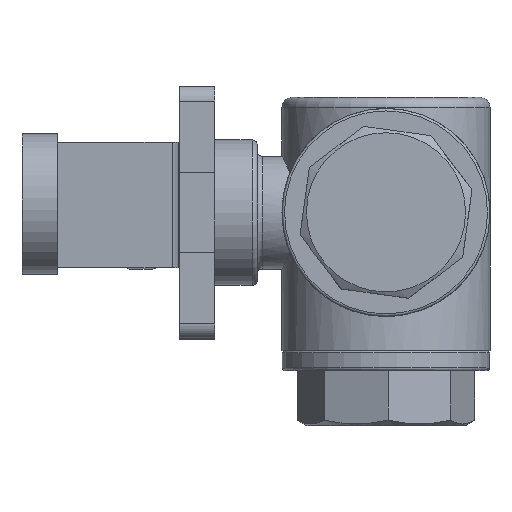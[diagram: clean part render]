
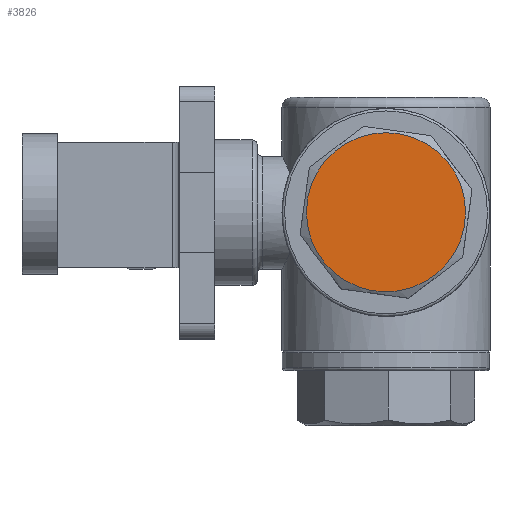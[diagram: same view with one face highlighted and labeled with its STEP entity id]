
A CAD part, top view. The second image highlights one B-rep face of the part: STEP entity #3826.
In plain terms, the highlighted planar face has unit normal (0, 0, 1).
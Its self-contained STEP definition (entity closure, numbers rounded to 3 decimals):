
#898=FACE_OUTER_BOUND('',#1104,.T.);
#1104=EDGE_LOOP('',(#2374));
#1335=CIRCLE('',#4053,15.881);
#1463=VERTEX_POINT('',#5450);
#1817=EDGE_CURVE('',#1463,#1463,#1335,.T.);
#2374=ORIENTED_EDGE('',*,*,#1817,.F.);
#3488=PLANE('',#4052);
#3826=ADVANCED_FACE('',(#898),#3488,.F.);
#4052=AXIS2_PLACEMENT_3D('',#5449,#4404,#4405);
#4053=AXIS2_PLACEMENT_3D('',#5451,#4406,#4407);
#4404=DIRECTION('center_axis',(0.,0.,
-1.));
#4405=DIRECTION('ref_axis',(-1.,0.,0.));
#4406=DIRECTION('center_axis',(0.,0.,
-1.));
#4407=DIRECTION('ref_axis',(-0.863,0.506,0.));
#5449=CARTESIAN_POINT('Origin',(0.,0.,
75.));
#5450=CARTESIAN_POINT('',(13.701,-8.03,75.));
#5451=CARTESIAN_POINT('Origin',(0.,0.,
75.));
